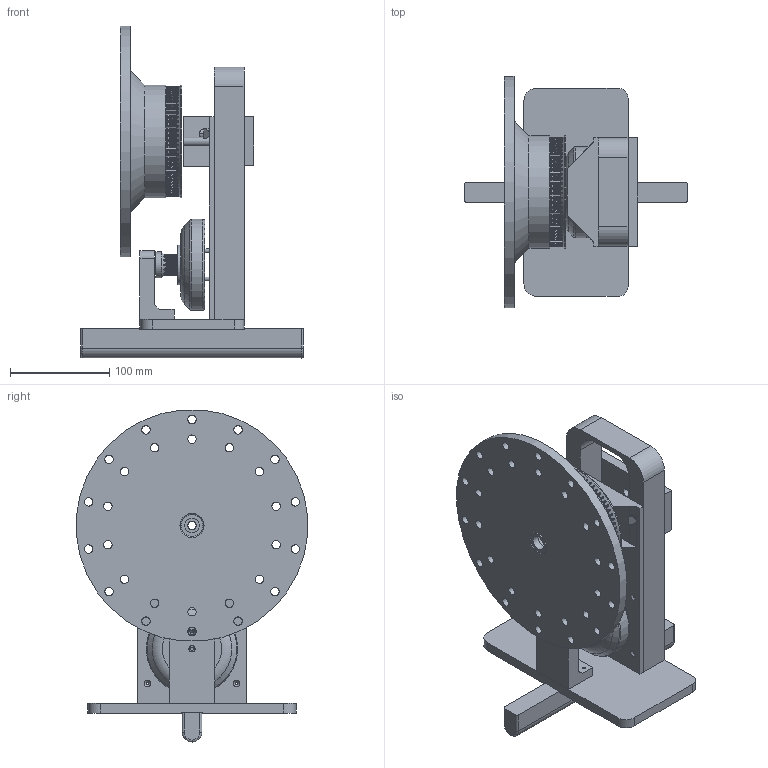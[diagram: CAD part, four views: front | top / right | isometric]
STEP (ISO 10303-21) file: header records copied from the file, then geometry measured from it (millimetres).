
FILE_DESCRIPTION(/* description */ (''),/* implementation_level */ '2;1');
FILE_NAME(/* name */ 'cbdcc292-b23e-47e0-9bc0-0c5744991f20.stp',/* time_stamp */ '2022-03-20T13:48:04+00:00',/* author */ (''),/* organization */ (''),/* preprocessor_version */ 'ST-DEVELOPER v18.1',/* originating_system */ 'Autodesk Translation Framework v10.14.0.1471',/* authorisation */ '');
FILE_SCHEMA (('AUTOMOTIVE_DESIGN { 1 0 10303 214 3 1 1 }'));
Length unit declared in the file: millimetre
Products named in the file (1): Reaction01
Bounding box: 225.02 x 233.11 x 335.05 mm (x, y, z)
Volume: 2112375.3 mm3; surface area: 367170.5 mm2
Topology: 13 solids, 13 shells, 1023 faces, 2881 edges, 1905 vertices
Faces by surface type: cylinder 555, plane 428, cone 35, torus 5
Full cylindrical faces by diameter (mm): 2.8 x38, 3 x9, 4 x10, 6 x1, 6.3 x1, 7 x1, 8.3 x2, 8.5 x28, 10 x1, 15 x3, 19 x1, 19.2 x1, 22 x2, 22.3 x2, 26 x1, 28 x1, 31.4 x1, 32 x1, 40 x1, 92 x1, 114 x2, 234 x1
Entity records: 35885 total; most frequent: CARTESIAN_POINT 9481, ORIENTED_EDGE 5754, DIRECTION 5369, EDGE_CURVE 2877, AXIS2_PLACEMENT_3D 2061, VERTEX_POINT 1903, LINE 1247, VECTOR 1247
